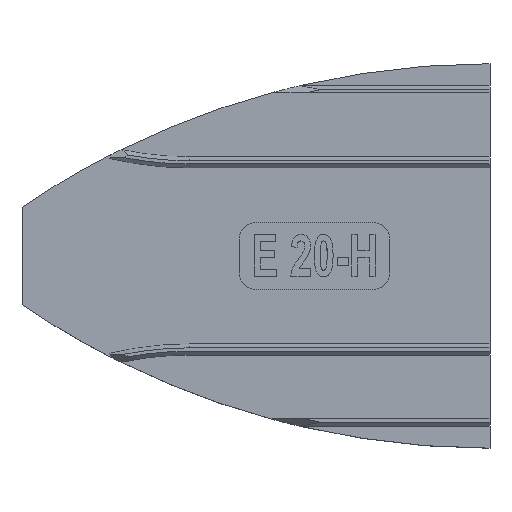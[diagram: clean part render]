
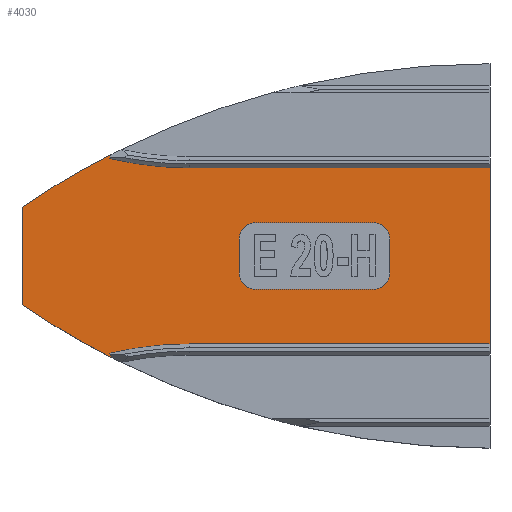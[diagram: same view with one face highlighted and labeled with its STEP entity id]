
A CAD part, top view. The second image highlights one B-rep face of the part: STEP entity #4030.
In plain terms, the highlighted planar face has unit normal (0, 0, 1).
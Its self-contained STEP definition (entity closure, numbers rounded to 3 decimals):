
#39=FACE_BOUND('',#1561,.T.);
#140=LINE('',#5316,#516);
#266=LINE('',#5929,#642);
#269=LINE('',#5937,#645);
#272=LINE('',#5945,#648);
#275=LINE('',#5953,#651);
#426=LINE('',#7132,#802);
#429=LINE('',#7138,#805);
#432=LINE('',#7147,#808);
#433=LINE('',#7148,#809);
#434=LINE('',#7152,#810);
#516=VECTOR('',#4416,10.);
#642=VECTOR('',#4630,10.);
#645=VECTOR('',#4639,10.);
#648=VECTOR('',#4648,10.);
#651=VECTOR('',#4657,10.);
#802=VECTOR('',#4920,10.);
#805=VECTOR('',#4927,10.);
#808=VECTOR('',#4938,10.);
#809=VECTOR('',#4939,10.);
#810=VECTOR('',#4942,10.);
#965=PLANE('',#4241);
#1322=FACE_OUTER_BOUND('',#1560,.T.);
#1560=EDGE_LOOP('',(#3612,#3613,#3614,#3615,#3616,#3617,#3618,#3619,#3620,
#3621));
#1561=EDGE_LOOP('',(#3622,#3623,#3624,#3625,#3626,#3627,#3628,#3629));
#1616=CIRCLE('',#4124,20.233);
#1621=CIRCLE('',#4172,1.);
#1622=CIRCLE('',#4175,1.);
#1623=CIRCLE('',#4178,1.);
#1624=CIRCLE('',#4181,1.);
#1629=CIRCLE('',#4234,20.233);
#1631=CIRCLE('',#4242,50.);
#1632=CIRCLE('',#4243,50.);
#1672=VERTEX_POINT('',#5113);
#1702=VERTEX_POINT('',#5214);
#1728=VERTEX_POINT('',#5304);
#1729=VERTEX_POINT('',#5306);
#1849=VERTEX_POINT('',#5926);
#1850=VERTEX_POINT('',#5928);
#1851=VERTEX_POINT('',#5932);
#1852=VERTEX_POINT('',#5936);
#1853=VERTEX_POINT('',#5940);
#1854=VERTEX_POINT('',#5944);
#1855=VERTEX_POINT('',#5948);
#1856=VERTEX_POINT('',#5952);
#2017=VERTEX_POINT('',#7124);
#2018=VERTEX_POINT('',#7126);
#2019=VERTEX_POINT('',#7130);
#2022=VERTEX_POINT('',#7146);
#2023=VERTEX_POINT('',#7149);
#2024=VERTEX_POINT('',#7151);
#2128=EDGE_CURVE('',#1729,#1728,#1616,.T.);
#2133=EDGE_CURVE('',#1728,#1702,#140,.T.);
#2307=EDGE_CURVE('',#1850,#1849,#266,.T.);
#2309=EDGE_CURVE('',#1851,#1850,#1621,.T.);
#2311=EDGE_CURVE('',#1852,#1851,#269,.T.);
#2313=EDGE_CURVE('',#1853,#1852,#1622,.T.);
#2315=EDGE_CURVE('',#1854,#1853,#272,.T.);
#2317=EDGE_CURVE('',#1855,#1854,#1623,.T.);
#2319=EDGE_CURVE('',#1856,#1855,#275,.T.);
#2321=EDGE_CURVE('',#1849,#1856,#1624,.T.);
#2563=EDGE_CURVE('',#2018,#2017,#1629,.T.);
#2566=EDGE_CURVE('',#2017,#2019,#426,.T.);
#2569=EDGE_CURVE('',#1672,#2018,#429,.T.);
#2573=EDGE_CURVE('',#2022,#2019,#432,.T.);
#2574=EDGE_CURVE('',#2022,#1729,#433,.T.);
#2575=EDGE_CURVE('',#2023,#1702,#1631,.T.);
#2576=EDGE_CURVE('',#2024,#2023,#434,.T.);
#2577=EDGE_CURVE('',#1672,#2024,#1632,.T.);
#3612=ORIENTED_EDGE('',*,*,#2566,.T.);
#3613=ORIENTED_EDGE('',*,*,#2573,.F.);
#3614=ORIENTED_EDGE('',*,*,#2574,.T.);
#3615=ORIENTED_EDGE('',*,*,#2128,.T.);
#3616=ORIENTED_EDGE('',*,*,#2133,.T.);
#3617=ORIENTED_EDGE('',*,*,#2575,.F.);
#3618=ORIENTED_EDGE('',*,*,#2576,.F.);
#3619=ORIENTED_EDGE('',*,*,#2577,.F.);
#3620=ORIENTED_EDGE('',*,*,#2569,.T.);
#3621=ORIENTED_EDGE('',*,*,#2563,.T.);
#3622=ORIENTED_EDGE('',*,*,#2307,.T.);
#3623=ORIENTED_EDGE('',*,*,#2321,.T.);
#3624=ORIENTED_EDGE('',*,*,#2319,.T.);
#3625=ORIENTED_EDGE('',*,*,#2317,.T.);
#3626=ORIENTED_EDGE('',*,*,#2315,.T.);
#3627=ORIENTED_EDGE('',*,*,#2313,.T.);
#3628=ORIENTED_EDGE('',*,*,#2311,.T.);
#3629=ORIENTED_EDGE('',*,*,#2309,.T.);
#4030=ADVANCED_FACE('',(#1322,#39),#965,.T.);
#4124=AXIS2_PLACEMENT_3D('',#5307,#4406,#4407);
#4172=AXIS2_PLACEMENT_3D('',#5933,#4634,#4635);
#4175=AXIS2_PLACEMENT_3D('',#5941,#4643,#4644);
#4178=AXIS2_PLACEMENT_3D('',#5949,#4652,#4653);
#4181=AXIS2_PLACEMENT_3D('',#5956,#4661,#4662);
#4234=AXIS2_PLACEMENT_3D('',#7127,#4914,#4915);
#4241=AXIS2_PLACEMENT_3D('',#7145,#4936,#4937);
#4242=AXIS2_PLACEMENT_3D('',#7150,#4940,#4941);
#4243=AXIS2_PLACEMENT_3D('',#7153,#4943,#4944);
#4406=DIRECTION('center_axis',(0.,0.,-1.));
#4407=DIRECTION('ref_axis',(0.,-1.,0.));
#4416=DIRECTION('',(0.234,0.972,0.));
#4630=DIRECTION('',(0.,1.,0.));
#4634=DIRECTION('center_axis',(0.,0.,-1.));
#4635=DIRECTION('ref_axis',(-1.,0.,0.));
#4639=DIRECTION('',(-1.,0.,0.));
#4643=DIRECTION('center_axis',(0.,0.,-1.));
#4644=DIRECTION('ref_axis',(0.,-1.,0.));
#4648=DIRECTION('',(0.,-1.,0.));
#4652=DIRECTION('center_axis',(0.,0.,-1.));
#4653=DIRECTION('ref_axis',(1.,0.,0.));
#4657=DIRECTION('',(1.,0.,0.));
#4661=DIRECTION('center_axis',(0.,0.,-1.));
#4662=DIRECTION('ref_axis',(0.,1.,0.));
#4914=DIRECTION('center_axis',(0.,0.,-1.));
#4915=DIRECTION('ref_axis',(0.,1.,0.));
#4920=DIRECTION('',(1.,0.,0.));
#4927=DIRECTION('',(-0.234,0.972,0.));
#4936=DIRECTION('center_axis',(0.,0.,1.));
#4937=DIRECTION('ref_axis',(1.,0.,0.));
#4938=DIRECTION('',(0.,-1.,0.));
#4939=DIRECTION('',(-1.,0.,0.));
#4940=DIRECTION('center_axis',(0.,0.,-1.));
#4941=DIRECTION('ref_axis',(0.,1.,0.));
#4942=DIRECTION('',(0.,1.,0.));
#4943=DIRECTION('center_axis',(0.,0.,-1.));
#4944=DIRECTION('ref_axis',(-0.56,-0.828,0.));
#5113=CARTESIAN_POINT('',(-22.687,-6.057,2.));
#5214=CARTESIAN_POINT('',(-22.687,6.057,2.));
#5304=CARTESIAN_POINT('',(-22.741,5.83,2.));
#5306=CARTESIAN_POINT('',(-18.,5.267,2.));
#5307=CARTESIAN_POINT('Origin',(-18.,25.5,2.));
#5316=CARTESIAN_POINT('',(-23.605,2.246,2.));
#5926=CARTESIAN_POINT('',(-15.,1.,2.));
#5928=CARTESIAN_POINT('',(-15.,-1.,2.));
#5929=CARTESIAN_POINT('',(-15.,-1.732,2.));
#5932=CARTESIAN_POINT('',(-14.,-2.,2.));
#5933=CARTESIAN_POINT('Origin',(-14.,-1.,2.));
#5936=CARTESIAN_POINT('',(-7.,-2.,2.));
#5937=CARTESIAN_POINT('',(-13.247,-2.,2.));
#5940=CARTESIAN_POINT('',(-6.,-1.,2.));
#5941=CARTESIAN_POINT('Origin',(-7.,-1.,2.));
#5944=CARTESIAN_POINT('',(-6.,1.,2.));
#5945=CARTESIAN_POINT('',(-6.,-2.732,2.));
#5948=CARTESIAN_POINT('',(-7.,2.,2.));
#5949=CARTESIAN_POINT('Origin',(-7.,1.,2.));
#5952=CARTESIAN_POINT('',(-14.,2.,2.));
#5953=CARTESIAN_POINT('',(-9.747,2.,2.));
#5956=CARTESIAN_POINT('Origin',(-14.,1.,2.));
#7124=CARTESIAN_POINT('',(-18.,-5.267,2.));
#7126=CARTESIAN_POINT('',(-22.741,-5.83,2.));
#7127=CARTESIAN_POINT('Origin',(-18.,-25.5,2.));
#7130=CARTESIAN_POINT('',(0.,-5.267,2.));
#7132=CARTESIAN_POINT('',(-6.247,-5.267,2.));
#7138=CARTESIAN_POINT('',(-22.588,-6.465,2.));
#7145=CARTESIAN_POINT('Origin',(-12.494,-4.464,2.));
#7146=CARTESIAN_POINT('',(0.,5.267,2.));
#7147=CARTESIAN_POINT('',(0.,-11.5,2.));
#7148=CARTESIAN_POINT('',(-6.247,5.267,2.));
#7149=CARTESIAN_POINT('',(-28.,2.925,2.));
#7150=CARTESIAN_POINT('Origin',(0.,-38.5,2.));
#7151=CARTESIAN_POINT('',(-28.,-2.925,2.));
#7152=CARTESIAN_POINT('',(-28.,2.925,2.));
#7153=CARTESIAN_POINT('Origin',(0.,38.5,2.));
